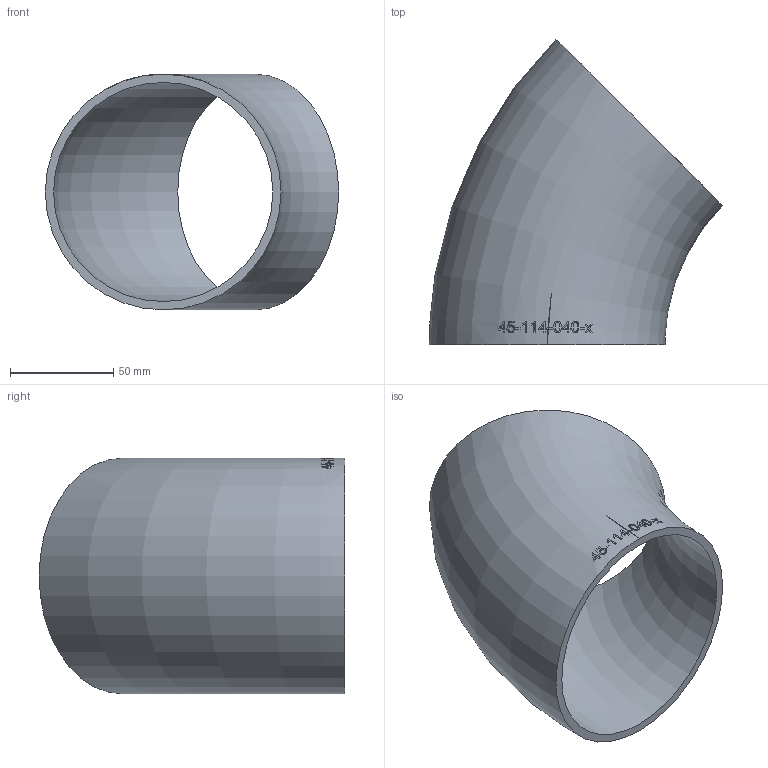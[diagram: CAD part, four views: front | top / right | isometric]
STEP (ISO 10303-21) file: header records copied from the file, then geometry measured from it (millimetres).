
FILE_DESCRIPTION (( 'STEP AP214' ), '1' );
FILE_NAME ('45-114-040-x Bogen 2004.STEP', '2020-04-17T09:34:19', ( '' ), ( '' ), 'SwSTEP 2.0', 'SolidWorks 2019', '' );
FILE_SCHEMA (( 'AUTOMOTIVE_DESIGN' ));
Length unit declared in the file: millimetre
Products named in the file (1): 45-114-040-x Bogen 2004
Bounding box: 142.23 x 148.24 x 114.3 mm (x, y, z)
Volume: 166011.8 mm3; surface area: 85787.4 mm2
Topology: 1 solids, 1 shells, 140 faces, 364 edges, 243 vertices
Faces by surface type: bspline 119, torus 19, plane 2
Entity records: 14119 total; most frequent: CARTESIAN_POINT 10274, ORIENTED_EDGE 722, EDGE_CURVE 361, B_SPLINE_CURVE_WITH_KNOTS 357, VERTEX_POINT 242, EDGE_LOOP 161, FACE_OUTER_BOUND 142, ADVANCED_FACE 140
